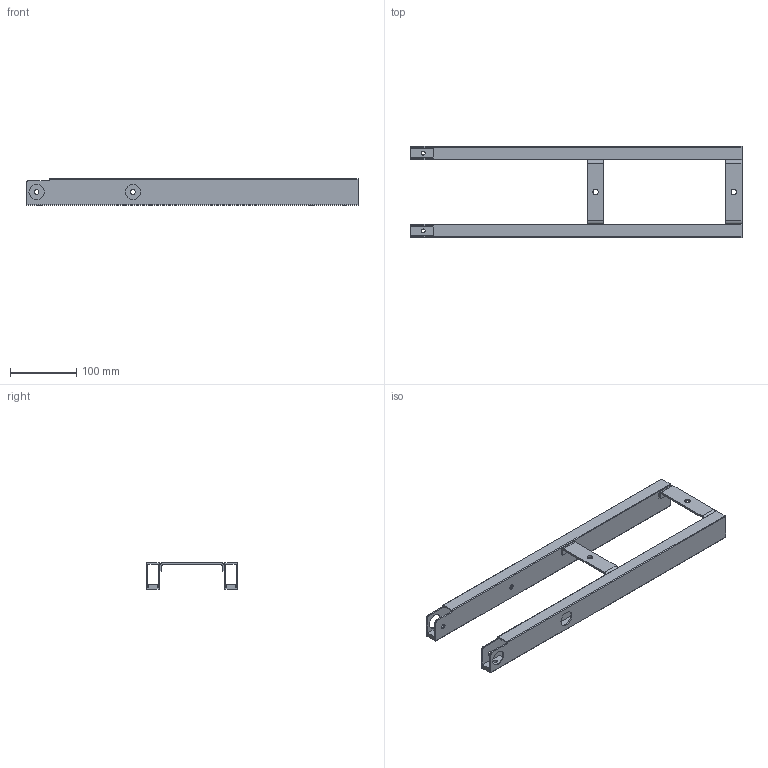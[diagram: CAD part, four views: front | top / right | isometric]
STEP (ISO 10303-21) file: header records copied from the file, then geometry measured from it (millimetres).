
FILE_DESCRIPTION((''),'2;1');
FILE_NAME('JC35TS-0195','2021-01-04T13:00:54',('Administrator'),('捷昌驱动'),'CREO PARAMETRIC BY PTC INC, 2018100','CREO PARAMETRIC BY PTC INC, 2018100','');
FILE_SCHEMA(('CONFIG_CONTROL_DESIGN'));
Length unit declared in the file: millimetre
Products named in the file (1): JC35TS-0195
Bounding box: 500 x 137 x 40 mm (x, y, z)
Volume: 241422.2 mm3; surface area: 231247.1 mm2
Topology: 1 solids, 1 shells, 114 faces, 336 edges, 224 vertices
Faces by surface type: plane 58, cylinder 56
Entity records: 3946 total; most frequent: DIRECTION 676, CARTESIAN_POINT 674, ORIENTED_EDGE 672, EDGE_CURVE 336, AXIS2_PLACEMENT_3D 226, VECTOR 224, LINE 224, VERTEX_POINT 224
